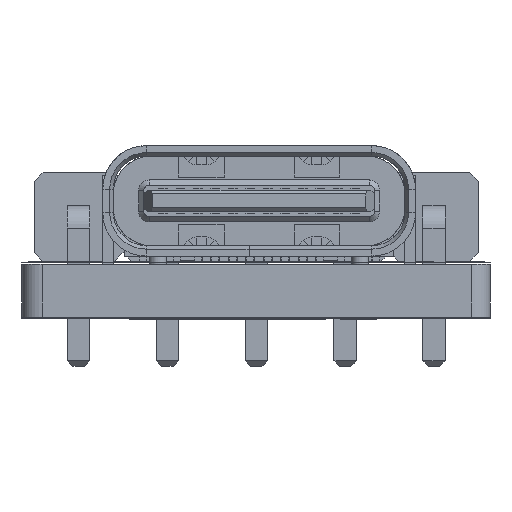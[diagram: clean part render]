
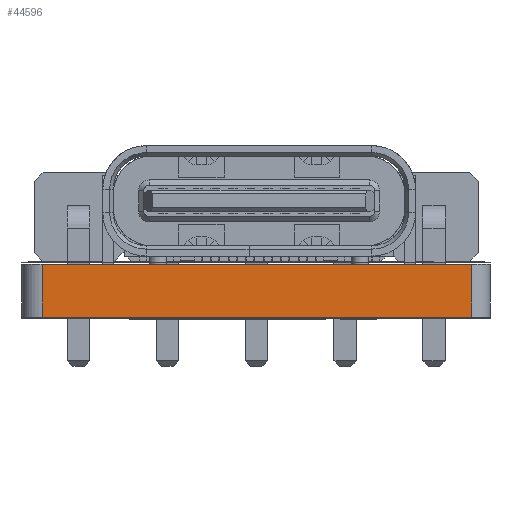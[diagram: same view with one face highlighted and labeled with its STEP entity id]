
A CAD part, left-side view. The second image highlights one B-rep face of the part: STEP entity #44596.
In plain terms, the highlighted planar face has unit normal (-1, 0.002, 0).
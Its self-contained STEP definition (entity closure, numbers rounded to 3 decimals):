
#43791 = VERTEX_POINT('',#43792);
#43792 = CARTESIAN_POINT('',(104.423,-34.3,0.));
#43799 = EDGE_CURVE('',#43800,#43791,#43802,.T.);
#43800 = VERTEX_POINT('',#43801);
#43801 = CARTESIAN_POINT('',(104.402,-46.573,0.));
#43802 = LINE('',#43803,#43804);
#43803 = CARTESIAN_POINT('',(104.402,-46.573,0.));
#43804 = VECTOR('',#43805,1.);
#43805 = DIRECTION('',(0.002,1.,0.));
#44128 = VERTEX_POINT('',#44129);
#44129 = CARTESIAN_POINT('',(104.423,-34.3,1.51));
#44136 = EDGE_CURVE('',#44137,#44128,#44139,.T.);
#44137 = VERTEX_POINT('',#44138);
#44138 = CARTESIAN_POINT('',(104.402,-46.573,1.51));
#44139 = LINE('',#44140,#44141);
#44140 = CARTESIAN_POINT('',(104.402,-46.573,1.51));
#44141 = VECTOR('',#44142,1.);
#44142 = DIRECTION('',(0.002,1.,0.));
#44566 = EDGE_CURVE('',#43791,#44128,#44567,.T.);
#44567 = LINE('',#44568,#44569);
#44568 = CARTESIAN_POINT('',(104.423,-34.3,0.));
#44569 = VECTOR('',#44570,1.);
#44570 = DIRECTION('',(0.,0.,1.));
#44596 = ADVANCED_FACE('',(#44597),#44608,.T.);
#44597 = FACE_BOUND('',#44598,.T.);
#44598 = EDGE_LOOP('',(#44599,#44605,#44606,#44607));
#44599 = ORIENTED_EDGE('',*,*,#44600,.T.);
#44600 = EDGE_CURVE('',#43800,#44137,#44601,.T.);
#44601 = LINE('',#44602,#44603);
#44602 = CARTESIAN_POINT('',(104.402,-46.573,0.));
#44603 = VECTOR('',#44604,1.);
#44604 = DIRECTION('',(0.,0.,1.));
#44605 = ORIENTED_EDGE('',*,*,#44136,.T.);
#44606 = ORIENTED_EDGE('',*,*,#44566,.F.);
#44607 = ORIENTED_EDGE('',*,*,#43799,.F.);
#44608 = PLANE('',#44609);
#44609 = AXIS2_PLACEMENT_3D('',#44610,#44611,#44612);
#44610 = CARTESIAN_POINT('',(104.402,-46.573,0.));
#44611 = DIRECTION('',(-1.,0.002,0.));
#44612 = DIRECTION('',(0.002,1.,0.));
